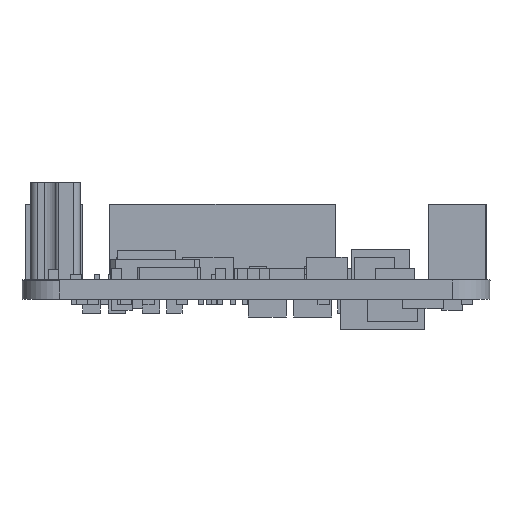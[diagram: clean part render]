
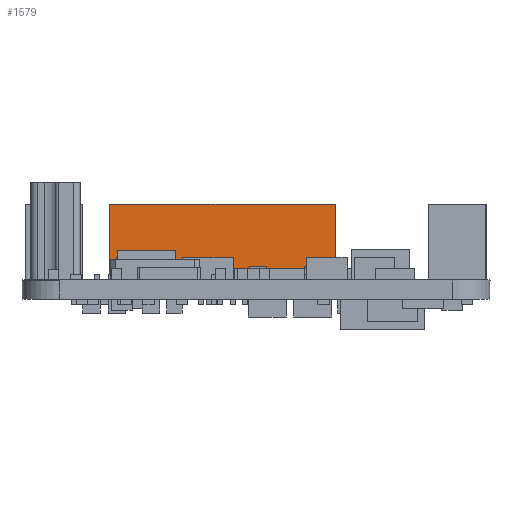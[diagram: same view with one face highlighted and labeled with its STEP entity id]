
A CAD part, left-side view. The second image highlights one B-rep face of the part: STEP entity #1579.
In plain terms, the highlighted planar face has unit normal (-1, 0, 0).
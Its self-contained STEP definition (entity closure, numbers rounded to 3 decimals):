
#1579=ADVANCED_FACE('',(#3411),#3412,.T.);
#3411=FACE_OUTER_BOUND('',#5813,.T.);
#3412=PLANE('',#5814);
#5813=EDGE_LOOP('',(#9369,#9370,#9371,#9372));
#5814=AXIS2_PLACEMENT_3D('',#9373,#9374,#9375);
#9369=ORIENTED_EDGE('',*,*,#14444,.F.);
#9370=ORIENTED_EDGE('',*,*,#14445,.T.);
#9371=ORIENTED_EDGE('',*,*,#14446,.T.);
#9372=ORIENTED_EDGE('',*,*,#14447,.F.);
#9373=CARTESIAN_POINT('',(32.206,21.147,1.53));
#9374=DIRECTION('',(-1.0,0.,0.0));
#9375=DIRECTION('',(0.,-1.0,0.0));
#14444=EDGE_CURVE('',#17548,#17549,#17550,.T.);
#14445=EDGE_CURVE('',#17548,#17551,#17552,.T.);
#14446=EDGE_CURVE('',#17551,#17553,#17554,.T.);
#14447=EDGE_CURVE('',#17549,#17553,#17555,.T.);
#17548=VERTEX_POINT('',#21743);
#17549=VERTEX_POINT('',#21744);
#17550=LINE('',#21745,#21746);
#17551=VERTEX_POINT('',#21747);
#17552=LINE('',#21748,#21749);
#17553=VERTEX_POINT('',#21750);
#17554=LINE('',#21751,#21752);
#17555=LINE('',#21753,#21754);
#21743=CARTESIAN_POINT('',(32.206,12.225,1.53));
#21744=CARTESIAN_POINT('',(32.206,30.069,1.53));
#21745=CARTESIAN_POINT('',(32.206,19.823,1.53));
#21746=VECTOR('',#24925,1.0);
#21747=CARTESIAN_POINT('',(32.206,12.225,7.53));
#21748=CARTESIAN_POINT('',(32.206,12.225,1.53));
#21749=VECTOR('',#24926,1.0);
#21750=CARTESIAN_POINT('',(32.206,30.069,7.53));
#21751=CARTESIAN_POINT('',(32.206,30.069,7.53));
#21752=VECTOR('',#24927,1.0);
#21753=CARTESIAN_POINT('',(32.206,30.069,1.53));
#21754=VECTOR('',#24928,1.0);
#24925=DIRECTION('',(0.,1.0,0.));
#24926=DIRECTION('',(0.0,0.0,1.0));
#24927=DIRECTION('',(0.,1.0,-0.0));
#24928=DIRECTION('',(0.0,0.0,1.0));
